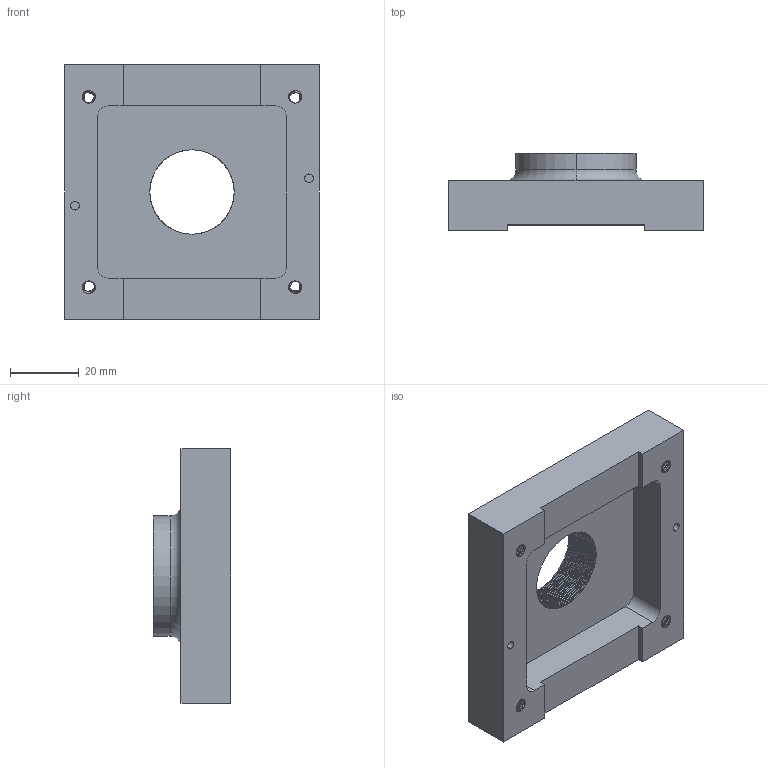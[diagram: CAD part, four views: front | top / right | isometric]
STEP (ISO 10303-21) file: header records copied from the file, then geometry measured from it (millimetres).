
FILE_DESCRIPTION (( 'STEP AP214' ), '1' );
FILE_NAME ('lensmount.STEP', '2021-05-23T23:56:10', ( '' ), ( '' ), 'SwSTEP 2.0', 'SolidWorks 2020', '' );
FILE_SCHEMA (( 'AUTOMOTIVE_DESIGN' ));
Length unit declared in the file: millimetre
Products named in the file (1): lensmount
Bounding box: 74 x 22.4 x 74 mm (x, y, z)
Volume: 48594 mm3; surface area: 19328.9 mm2
Topology: 1 solids, 1 shells, 257 faces, 755 edges, 503 vertices
Faces by surface type: cylinder 214, plane 26, bspline 15, torus 2
Entity records: 31091 total; most frequent: CARTESIAN_POINT 23957, ORIENTED_EDGE 1510, DIRECTION 842, EDGE_CURVE 755, VERTEX_POINT 503, AXIS2_PLACEMENT_3D 288, EDGE_LOOP 270, LINE 266
